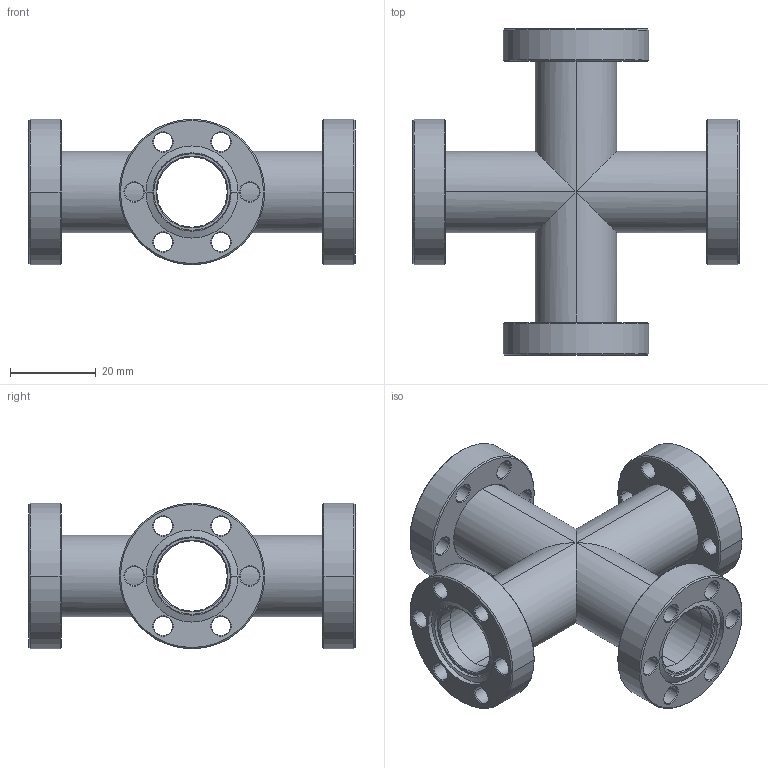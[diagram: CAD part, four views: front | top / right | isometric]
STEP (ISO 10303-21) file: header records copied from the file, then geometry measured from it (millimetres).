
FILE_DESCRIPTION (( 'STEP AP214' ), '1' );
FILE_NAME ('Hositrad_FX16-19-Cross.STEP', '2017-05-22T13:23:44', ( 'Gebruiker' ), ( '' ), 'SwSTEP 2.0', 'SolidWorks 2017', '' );
FILE_SCHEMA (( 'AUTOMOTIVE_DESIGN' ));
Length unit declared in the file: millimetre
Products named in the file (3): NW16CF-weld_CF16-19; Equal-4Way-Crosses-All_16-19; Hositrad_FX16-19-Cross
Assembly tree (5 placements, depth 2):
  Hositrad_FX16-19-Cross
    Equal-4Way-Crosses-All_16-19
    NW16CF-weld_CF16-19  x4
Bounding box: 76.2 x 76.2 x 34 mm (x, y, z)
Volume: 23108.5 mm3; surface area: 24945.6 mm2
Topology: 5 solids, 5 shells, 260 faces, 568 edges, 324 vertices
Faces by surface type: cone 144, cylinder 96, plane 20
Entity records: 2314 total; most frequent: DIRECTION 432, CARTESIAN_POINT 380, ORIENTED_EDGE 344, AXIS2_PLACEMENT_3D 180, EDGE_CURVE 172, EDGE_LOOP 100, VERTEX_POINT 96, CIRCLE 92
